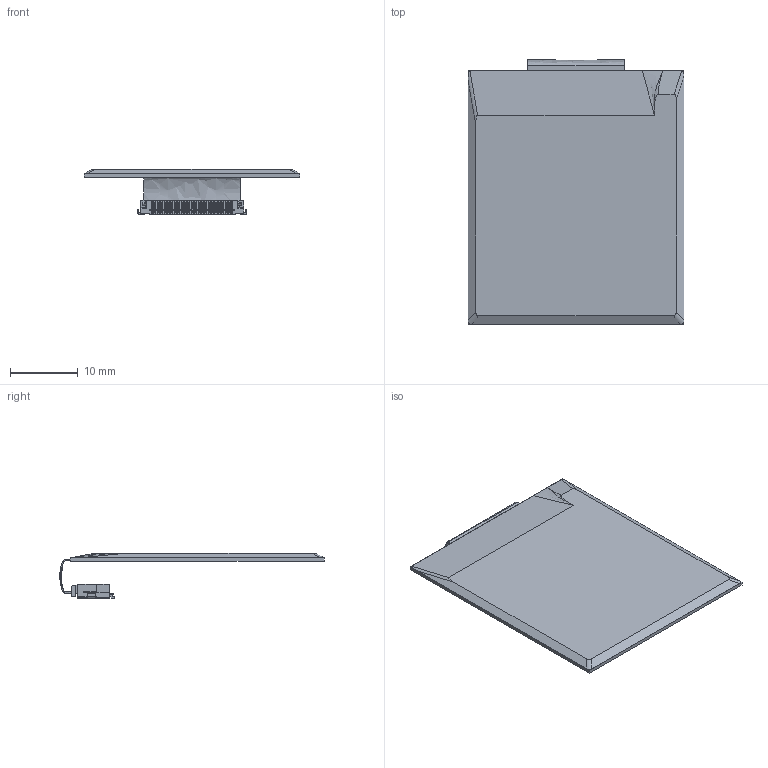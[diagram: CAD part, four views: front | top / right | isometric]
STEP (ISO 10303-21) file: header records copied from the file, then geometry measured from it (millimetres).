
FILE_DESCRIPTION(/* description */ (''),/* implementation_level */ '2;1');
FILE_NAME(/* name */ 'EPD v2.step',/* time_stamp */ '2021-11-13T11:18:22+08:00',/* author */ (''),/* organization */ (''),/* preprocessor_version */ 'ST-DEVELOPER v18.1',/* originating_system */ 'Autodesk Translation Framework v10.10.0.1391',/* authorisation */ '');
FILE_SCHEMA (('AUTOMOTIVE_DESIGN { 1 0 10303 214 3 1 1 }'));
Length unit declared in the file: millimetre
Products named in the file (3): EPD; FH12-24S-0.5SH_Èª; E-Ink 200x200 CFAP200200A0-0154 v1
Assembly tree (2 placements, depth 2):
  EPD
    FH12-24S-0.5SH_Èª
    E-Ink 200x200 CFAP200200A0-0154 v1
Bounding box: 31.8 x 38.92 x 6.66 mm (x, y, z)
Volume: 1444.7 mm3; surface area: 5714.1 mm2
Topology: 5 solids, 5 shells, 959 faces, 2755 edges, 1799 vertices
Faces by surface type: plane 783, cylinder 168, bspline 8
Entity records: 31142 total; most frequent: CARTESIAN_POINT 5663, ORIENTED_EDGE 5508, DIRECTION 5009, EDGE_CURVE 2754, LINE 2397, VECTOR 2397, VERTEX_POINT 1799, AXIS2_PLACEMENT_3D 1306
